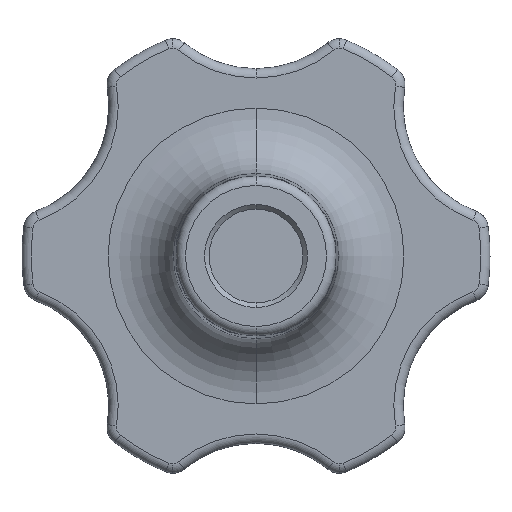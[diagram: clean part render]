
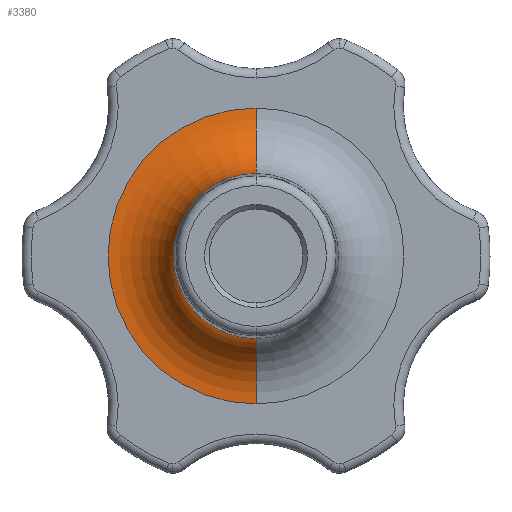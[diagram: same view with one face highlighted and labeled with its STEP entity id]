
A CAD part, front view. The second image highlights one B-rep face of the part: STEP entity #3380.
In plain terms, the highlighted toroidal (fillet/blend) face has major radius 15.797 mm and minor radius 7 mm.
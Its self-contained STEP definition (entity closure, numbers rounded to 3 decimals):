
#8 = CARTESIAN_POINT ( 'NONE',  ( 0., 0., 15.797 ) ) ;
#10 = CARTESIAN_POINT ( 'NONE',  ( 0., 0., -15.797 ) ) ;
#22 = CARTESIAN_POINT ( 'NONE',  ( 0., -6.794, -8.8 ) ) ;
#23 = CARTESIAN_POINT ( 'NONE',  ( 0., -6.794, 8.8 ) ) ;
#206 = VERTEX_POINT ( 'NONE', #8 ) ;
#208 = VERTEX_POINT ( 'NONE', #10 ) ;
#220 = VERTEX_POINT ( 'NONE', #22 ) ;
#221 = VERTEX_POINT ( 'NONE', #23 ) ;
#307 = EDGE_LOOP ( 'NONE', ( #3854, #3845, #3847, #3846 ) ) ;
#722 = AXIS2_PLACEMENT_3D ( 'NONE', #1624, #1625, #1626 ) ;
#723 = FACE_OUTER_BOUND ( 'NONE', #307, .T. ) ;
#772 = AXIS2_PLACEMENT_3D ( 'NONE', #2409, #2410, #2411 ) ;
#1211 = AXIS2_PLACEMENT_3D ( 'NONE', #3119, #3120, #3121 ) ;
#1213 = AXIS2_PLACEMENT_3D ( 'NONE', #3113, #3114, #3115 ) ;
#1215 = AXIS2_PLACEMENT_3D ( 'NONE', #3116, #3117, #3118 ) ;
#1624 = CARTESIAN_POINT ( 'NONE',  ( 0., -7., 0. ) ) ;
#1625 = DIRECTION ( 'NONE',  ( 0., -1., 0. ) ) ;
#1626 = DIRECTION ( 'NONE',  ( 0., 0., -1. ) ) ;
#2409 = CARTESIAN_POINT ( 'NONE',  ( 0., -7., -15.797 ) ) ;
#2410 = DIRECTION ( 'NONE',  ( -1., 0., 0. ) ) ;
#2411 = DIRECTION ( 'NONE',  ( 0., 0., 1. ) ) ;
#3113 = CARTESIAN_POINT ( 'NONE',  ( 0., -7., 15.797 ) ) ;
#3114 = DIRECTION ( 'NONE',  ( 1., 0., 0. ) ) ;
#3115 = DIRECTION ( 'NONE',  ( 0., 0., -1. ) ) ;
#3116 = CARTESIAN_POINT ( 'NONE',  ( 0., -6.794, 0. ) ) ;
#3117 = DIRECTION ( 'NONE',  ( 0., -1., 0. ) ) ;
#3118 = DIRECTION ( 'NONE',  ( 0., 0., -1. ) ) ;
#3119 = CARTESIAN_POINT ( 'NONE',  ( 0., 0., 0. ) ) ;
#3120 = DIRECTION ( 'NONE',  ( 0., 1., 0. ) ) ;
#3121 = DIRECTION ( 'NONE',  ( 0., 0., -1. ) ) ;
#3380 = ADVANCED_FACE ( 'NONE', ( #723 ), #3560, .F. ) ;
#3403 = EDGE_CURVE ( 'NONE', #220, #208, #3574, .T. ) ;
#3537 = EDGE_CURVE ( 'NONE', #221, #206, #3652, .T. ) ;
#3538 = EDGE_CURVE ( 'NONE', #221, #220, #3653, .T. ) ;
#3539 = EDGE_CURVE ( 'NONE', #208, #206, #3654, .T. ) ;
#3560 = TOROIDAL_SURFACE ( 'NONE', #722, 15.797, 7. ) ;
#3574 = CIRCLE ( 'NONE', #772, 7. ) ;
#3652 = CIRCLE ( 'NONE', #1213, 7. ) ;
#3653 = CIRCLE ( 'NONE', #1215, 8.8 ) ;
#3654 = CIRCLE ( 'NONE', #1211, 15.797 ) ;
#3845 = ORIENTED_EDGE ( 'NONE', *, *, #3537, .T. ) ;
#3846 = ORIENTED_EDGE ( 'NONE', *, *, #3403, .F. ) ;
#3847 = ORIENTED_EDGE ( 'NONE', *, *, #3539, .F. ) ;
#3854 = ORIENTED_EDGE ( 'NONE', *, *, #3538, .F. ) ;
